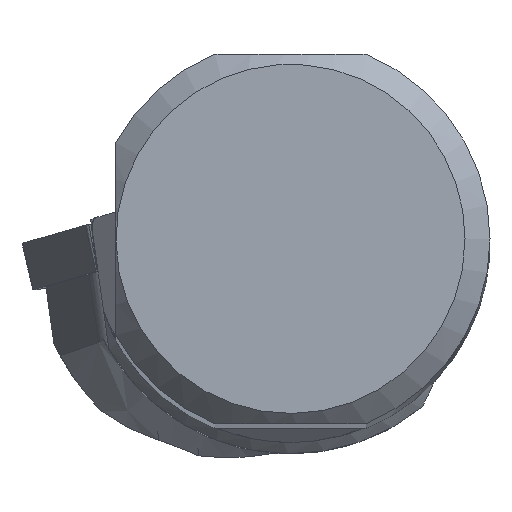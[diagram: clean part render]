
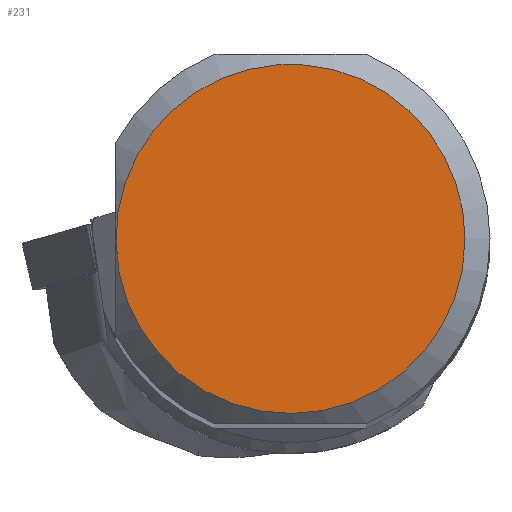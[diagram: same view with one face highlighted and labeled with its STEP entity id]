
A CAD part, top view. The second image highlights one B-rep face of the part: STEP entity #231.
In plain terms, the highlighted planar face has unit normal (0, 0, 1).
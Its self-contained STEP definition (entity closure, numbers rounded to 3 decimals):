
#180=FACE_OUTER_BOUND('',#436,.T.);
#231=ADVANCED_FACE('CU_SU_BP3',(#180),#264,.T.);
#264=PLANE('',#1186);
#436=EDGE_LOOP('',(#634));
#634=ORIENTED_EDGE('',*,*,#948,.T.);
#826=VERTEX_POINT('',#1943);
#948=EDGE_CURVE('',#826,#826,#1001,.T.);
#1001=CIRCLE('',#1185,17.489);
#1185=AXIS2_PLACEMENT_3D('',#1942,#1444,#1445);
#1186=AXIS2_PLACEMENT_3D('',#1944,#1446,#1447);
#1444=DIRECTION('',(0.,0.,1.));
#1445=DIRECTION('',(1.,0.,0.));
#1446=DIRECTION('',(0.,0.,1.));
#1447=DIRECTION('',(1.,0.,0.));
#1942=CARTESIAN_POINT('',(0.,0.,0.));
#1943=CARTESIAN_POINT('',(17.489,0.,0.));
#1944=CARTESIAN_POINT('',(0.,0.,
0.));
